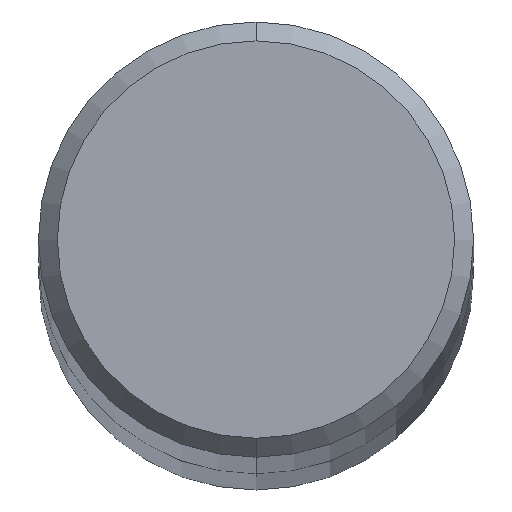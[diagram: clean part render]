
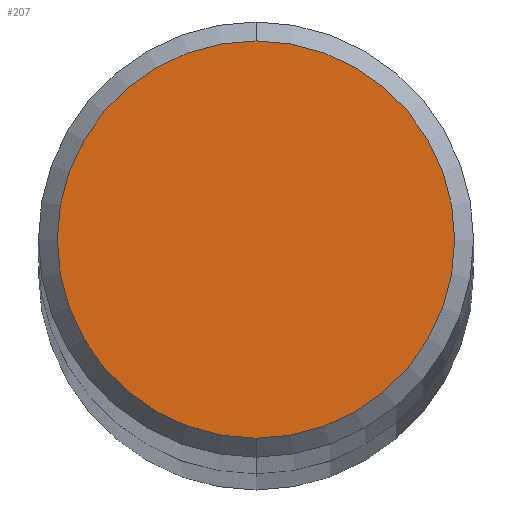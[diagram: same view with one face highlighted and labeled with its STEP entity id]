
A CAD part, top view. The second image highlights one B-rep face of the part: STEP entity #207.
In plain terms, the highlighted planar face has unit normal (0, 0, 1).
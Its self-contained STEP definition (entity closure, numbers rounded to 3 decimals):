
#207=ADVANCED_FACE('',(#482),#483,.T.);
#277=EDGE_CURVE('',#303,#347,#561,.T.);
#303=VERTEX_POINT('',#590);
#347=VERTEX_POINT('',#637);
#377=EDGE_CURVE('',#347,#303,#671,.T.);
#482=FACE_OUTER_BOUND('',#814,.T.);
#483=PLANE('',#815);
#561=CIRCLE('',#974,1.05);
#590=CARTESIAN_POINT('',(0.,-1.05,48.0));
#637=CARTESIAN_POINT('',(0.0,1.05,48.0));
#671=CIRCLE('',#1295,1.05);
#814=EDGE_LOOP('',(#1444,#1445));
#815=AXIS2_PLACEMENT_3D('',#1446,#1447,#1448);
#974=AXIS2_PLACEMENT_3D('',#1538,#1539,#1540);
#1295=AXIS2_PLACEMENT_3D('',#1672,#1673,#1674);
#1444=ORIENTED_EDGE('',*,*,#377,.F.);
#1445=ORIENTED_EDGE('',*,*,#277,.F.);
#1446=CARTESIAN_POINT('',(0.0,0.525,48.0));
#1447=DIRECTION('',(-0.0,0.0,1.0));
#1448=DIRECTION('',(0.0,-1.0,0.0));
#1538=CARTESIAN_POINT('',(0.0,0.0,48.0));
#1539=DIRECTION('',(0.0,0.0,-1.0));
#1540=DIRECTION('',(0.0,1.0,0.0));
#1672=CARTESIAN_POINT('',(0.0,0.0,48.0));
#1673=DIRECTION('',(0.0,0.0,-1.0));
#1674=DIRECTION('',(0.0,1.0,0.0));
